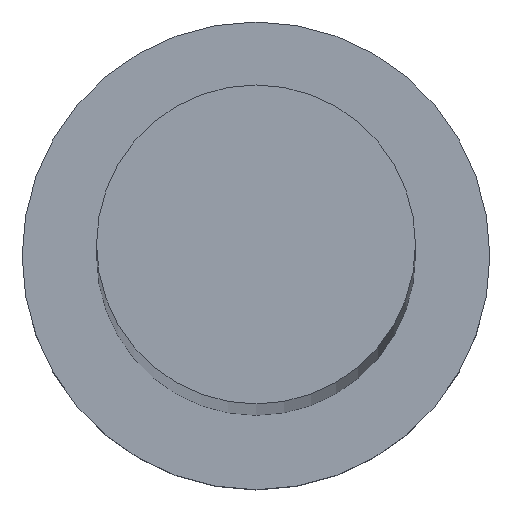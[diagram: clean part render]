
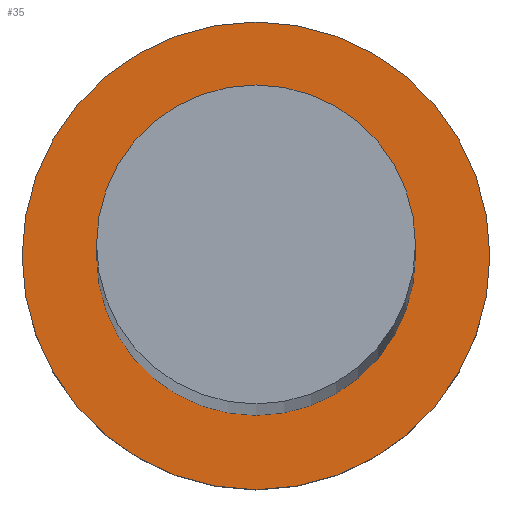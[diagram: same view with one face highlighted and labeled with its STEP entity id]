
A CAD part, top view. The second image highlights one B-rep face of the part: STEP entity #35.
In plain terms, the highlighted planar face has unit normal (0, 0, 1).
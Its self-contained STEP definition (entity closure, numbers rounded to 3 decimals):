
#2 = CARTESIAN_POINT ( 'NONE',  ( 0., 0., 7. ) ) ;
#14 = VERTEX_POINT ( 'NONE', #49 ) ;
#16 = CARTESIAN_POINT ( 'NONE',  ( 0., 0., 7. ) ) ;
#17 = CARTESIAN_POINT ( 'NONE',  ( 11., 0., 7. ) ) ;
#32 = DIRECTION ( 'NONE',  ( 1., 0., 0. ) ) ;
#34 = PLANE ( 'NONE',  #64 ) ;
#35 = ADVANCED_FACE ( 'NONE', ( #98, #93 ), #34, .T. ) ;
#37 = EDGE_CURVE ( 'NONE', #14, #226, #219, .T. ) ;
#39 = EDGE_CURVE ( 'NONE', #226, #14, #215, .T. ) ;
#43 = DIRECTION ( 'NONE',  ( 1., 0., 0. ) ) ;
#49 = CARTESIAN_POINT ( 'NONE',  ( -7.5, 0., 7. ) ) ;
#51 = CARTESIAN_POINT ( 'NONE',  ( 0., 0., 7. ) ) ;
#53 = ORIENTED_EDGE ( 'NONE', *, *, #255, .T. ) ;
#54 = DIRECTION ( 'NONE',  ( 0., 0., 1. ) ) ;
#64 = AXIS2_PLACEMENT_3D ( 'NONE', #51, #54, #115 ) ;
#68 = CIRCLE ( 'NONE', #95, 11. ) ;
#91 = CIRCLE ( 'NONE', #128, 11. ) ;
#93 = FACE_OUTER_BOUND ( 'NONE', #229, .T. ) ;
#94 = DIRECTION ( 'NONE',  ( 1., 0., 0. ) ) ;
#95 = AXIS2_PLACEMENT_3D ( 'NONE', #2, #172, #251 ) ;
#98 = FACE_BOUND ( 'NONE', #120, .T. ) ;
#99 = DIRECTION ( 'NONE',  ( 0., 0., 1. ) ) ;
#101 = AXIS2_PLACEMENT_3D ( 'NONE', #133, #185, #94 ) ;
#102 = CARTESIAN_POINT ( 'NONE',  ( 0., 0., 7. ) ) ;
#115 = DIRECTION ( 'NONE',  ( 1., 0., 0. ) ) ;
#116 = ORIENTED_EDGE ( 'NONE', *, *, #214, .T. ) ;
#119 = ORIENTED_EDGE ( 'NONE', *, *, #37, .F. ) ;
#120 = EDGE_LOOP ( 'NONE', ( #119, #134 ) ) ;
#128 = AXIS2_PLACEMENT_3D ( 'NONE', #102, #99, #43 ) ;
#132 = DIRECTION ( 'NONE',  ( 0., 0., 1. ) ) ;
#133 = CARTESIAN_POINT ( 'NONE',  ( 0., 0., 7. ) ) ;
#134 = ORIENTED_EDGE ( 'NONE', *, *, #39, .F. ) ;
#169 = VERTEX_POINT ( 'NONE', #174 ) ;
#172 = DIRECTION ( 'NONE',  ( 0., 0., 1. ) ) ;
#174 = CARTESIAN_POINT ( 'NONE',  ( -11., 0., 7. ) ) ;
#185 = DIRECTION ( 'NONE',  ( 0., 0., 1. ) ) ;
#191 = CARTESIAN_POINT ( 'NONE',  ( 7.5, 0., 7. ) ) ;
#206 = AXIS2_PLACEMENT_3D ( 'NONE', #16, #132, #32 ) ;
#214 = EDGE_CURVE ( 'NONE', #169, #231, #91, .T. ) ;
#215 = CIRCLE ( 'NONE', #206, 7.5 ) ;
#219 = CIRCLE ( 'NONE', #101, 7.5 ) ;
#226 = VERTEX_POINT ( 'NONE', #191 ) ;
#229 = EDGE_LOOP ( 'NONE', ( #116, #53 ) ) ;
#231 = VERTEX_POINT ( 'NONE', #17 ) ;
#251 = DIRECTION ( 'NONE',  ( 1., 0., 0. ) ) ;
#255 = EDGE_CURVE ( 'NONE', #231, #169, #68, .T. ) ;
